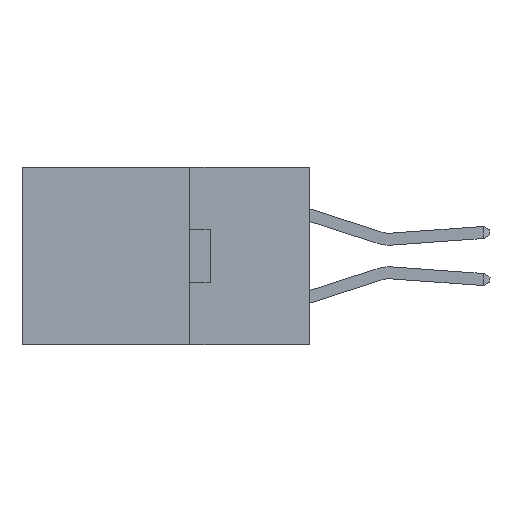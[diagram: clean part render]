
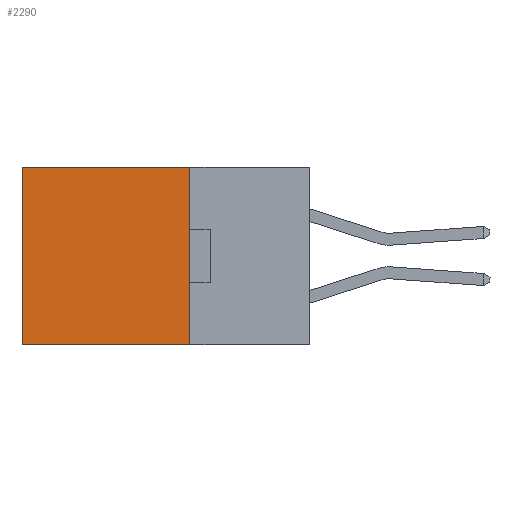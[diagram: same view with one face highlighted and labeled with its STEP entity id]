
A CAD part, left-side view. The second image highlights one B-rep face of the part: STEP entity #2290.
In plain terms, the highlighted planar face has unit normal (-1, 0, 0).
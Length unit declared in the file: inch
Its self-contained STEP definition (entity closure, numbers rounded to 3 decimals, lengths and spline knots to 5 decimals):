
#1538 = CARTESIAN_POINT ( 'NONE',  ( 0.2615, 0.6, -0.37 ) ) ;
#2172 = EDGE_CURVE ( 'NONE', #9887, #23478, #12654, .T. ) ;
#2290 = ADVANCED_FACE ( 'NONE', ( #4029 ), #25300, .F. ) ;
#2604 = ORIENTED_EDGE ( 'NONE', *, *, #21033, .F. ) ;
#2866 = CARTESIAN_POINT ( 'NONE',  ( 0.2615, 0.25, -0.37 ) ) ;
#3932 = LINE ( 'NONE', #20590, #14158 ) ;
#4029 = FACE_OUTER_BOUND ( 'NONE', #21154, .T. ) ;
#4974 = DIRECTION ( 'NONE',  ( 0., 0., -1. ) ) ;
#6326 = VERTEX_POINT ( 'NONE', #14057 ) ;
#8520 = DIRECTION ( 'NONE',  ( 0., 1., 0. ) ) ;
#8628 = DIRECTION ( 'NONE',  ( 0., 0., -1. ) ) ;
#9570 = ORIENTED_EDGE ( 'NONE', *, *, #2172, .T. ) ;
#9887 = VERTEX_POINT ( 'NONE', #18762 ) ;
#12654 = LINE ( 'NONE', #22962, #23563 ) ;
#12947 = EDGE_CURVE ( 'NONE', #13610, #9887, #16468, .T. ) ;
#13610 = VERTEX_POINT ( 'NONE', #24916 ) ;
#13780 = CARTESIAN_POINT ( 'NONE',  ( 0.2615, 0.25, -0.37 ) ) ;
#14057 = CARTESIAN_POINT ( 'NONE',  ( 0.2615, 0.25, -0.37 ) ) ;
#14158 = VECTOR ( 'NONE', #22644, 39.37008 ) ;
#14591 = CARTESIAN_POINT ( 'NONE',  ( 0.2615, 0.25, 0. ) ) ;
#15810 = VECTOR ( 'NONE', #8520, 39.37008 ) ;
#16468 = LINE ( 'NONE', #14591, #15810 ) ;
#17242 = DIRECTION ( 'NONE',  ( 1., 0., 0. ) ) ;
#17985 = DIRECTION ( 'NONE',  ( 0., 0., -1. ) ) ;
#18298 = ORIENTED_EDGE ( 'NONE', *, *, #24696, .F. ) ;
#18762 = CARTESIAN_POINT ( 'NONE',  ( 0.2615, 0.6, 0. ) ) ;
#20397 = VECTOR ( 'NONE', #17985, 39.37008 ) ;
#20590 = CARTESIAN_POINT ( 'NONE',  ( 0.2615, 0.25, -0.37 ) ) ;
#21033 = EDGE_CURVE ( 'NONE', #13610, #6326, #25737, .T. ) ;
#21154 = EDGE_LOOP ( 'NONE', ( #9570, #18298, #2604, #24703 ) ) ;
#21950 = AXIS2_PLACEMENT_3D ( 'NONE', #2866, #17242, #4974 ) ;
#22644 = DIRECTION ( 'NONE',  ( 0., 1., 0. ) ) ;
#22962 = CARTESIAN_POINT ( 'NONE',  ( 0.2615, 0.6, -0.37 ) ) ;
#23478 = VERTEX_POINT ( 'NONE', #1538 ) ;
#23563 = VECTOR ( 'NONE', #8628, 39.37008 ) ;
#24696 = EDGE_CURVE ( 'NONE', #6326, #23478, #3932, .T. ) ;
#24703 = ORIENTED_EDGE ( 'NONE', *, *, #12947, .T. ) ;
#24916 = CARTESIAN_POINT ( 'NONE',  ( 0.2615, 0.25, 0. ) ) ;
#25300 = PLANE ( 'NONE',  #21950 ) ;
#25737 = LINE ( 'NONE', #13780, #20397 ) ;
